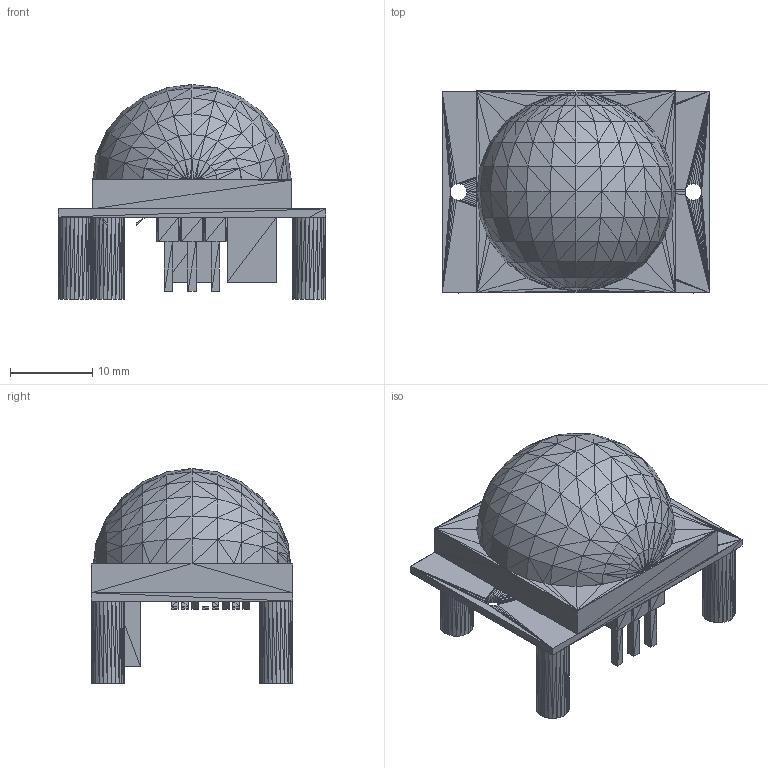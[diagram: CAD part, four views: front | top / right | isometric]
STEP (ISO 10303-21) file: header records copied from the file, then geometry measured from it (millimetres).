
FILE_DESCRIPTION(('FreeCAD Model'),'2;1');
FILE_NAME('Open CASCADE Shape Model','2022-12-20T15:28:41',(''),(''), 'Open CASCADE STEP processor 7.6','FreeCAD','Unknown');
FILE_SCHEMA(('AUTOMOTIVE_DESIGN { 1 0 10303 214 1 1 1 1 }'));
Products named in the file (1): PIR_sensor001
Bounding box: 32.5 x 24.5 x 26.09 mm (x, y, z)
Surface area: 4272.7 mm2 (no closed solid volume)
Topology: 0 solids, 29 shells, 1542 faces, 2351 edges, 827 vertices
Faces by surface type: plane 1542
Entity records: 66191 total; most frequent: DIRECTION 10968, CARTESIAN_POINT 10206, LINE 7582, VECTOR 7582, ORIENTED_EDGE 5084, PCURVE 5036, DEFINITIONAL_REPRESENTATION 5036, EDGE_CURVE 2562
